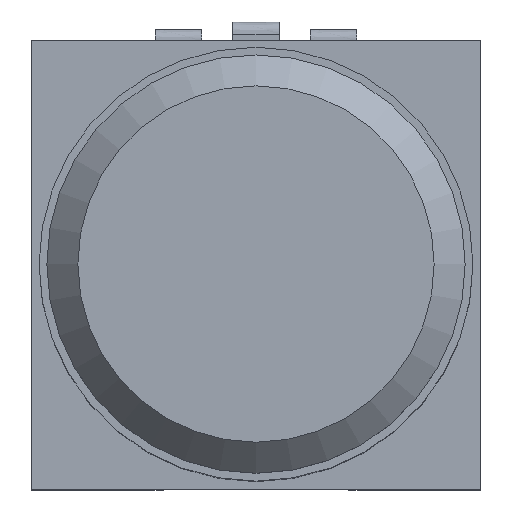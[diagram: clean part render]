
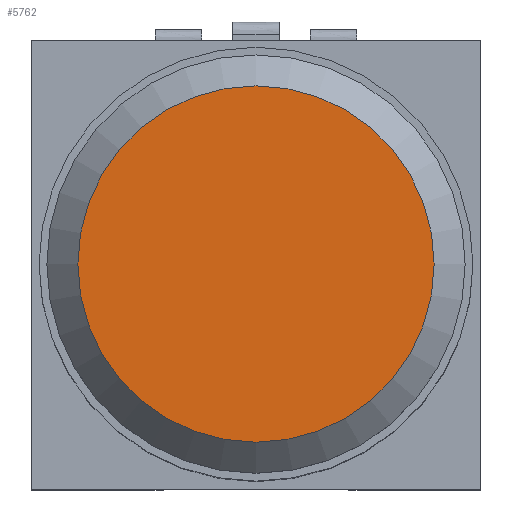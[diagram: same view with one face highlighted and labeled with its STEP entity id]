
A CAD part, top view. The second image highlights one B-rep face of the part: STEP entity #5762.
In plain terms, the highlighted planar face has unit normal (0, 0, 1).
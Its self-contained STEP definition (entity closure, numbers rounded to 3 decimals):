
#5762 = ADVANCED_FACE('',(#5763),#5774,.T.);
#5763 = FACE_BOUND('',#5764,.T.);
#5764 = EDGE_LOOP('',(#5765));
#5765 = ORIENTED_EDGE('',*,*,#5766,.T.);
#5766 = EDGE_CURVE('',#5767,#5767,#5769,.T.);
#5767 = VERTEX_POINT('',#5768);
#5768 = CARTESIAN_POINT('',(5.75,0.,17.5));
#5769 = CIRCLE('',#5770,5.75);
#5770 = AXIS2_PLACEMENT_3D('',#5771,#5772,#5773);
#5771 = CARTESIAN_POINT('',(0.,0.,17.5));
#5772 = DIRECTION('',(0.,0.,1.));
#5773 = DIRECTION('',(1.,0.,-0.));
#5774 = PLANE('',#5775);
#5775 = AXIS2_PLACEMENT_3D('',#5776,#5777,#5778);
#5776 = CARTESIAN_POINT('',(0.,0.,17.5));
#5777 = DIRECTION('',(0.,0.,1.));
#5778 = DIRECTION('',(1.,0.,-0.));
